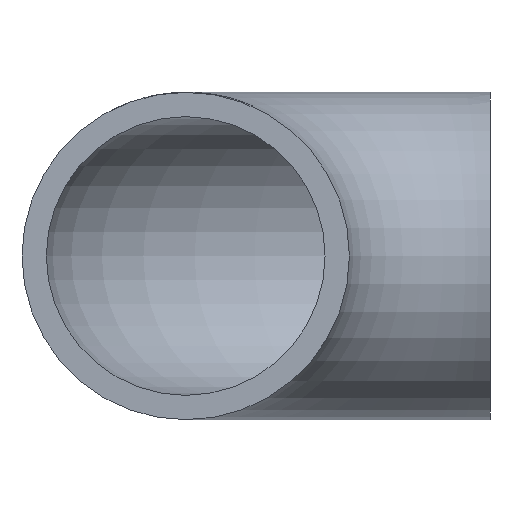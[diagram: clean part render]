
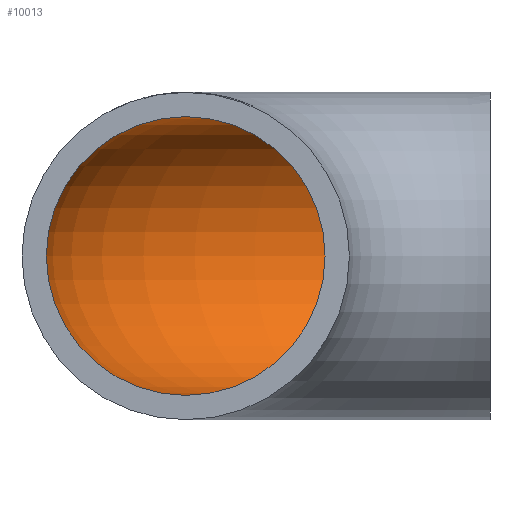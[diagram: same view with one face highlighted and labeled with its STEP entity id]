
A CAD part, front view. The second image highlights one B-rep face of the part: STEP entity #10013.
In plain terms, the highlighted toroidal (fillet/blend) face has major radius 25 mm and minor radius 11.45 mm.
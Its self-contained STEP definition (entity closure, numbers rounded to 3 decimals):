
#1397 = FACE_OUTER_BOUND ( 'NONE', #12619, .T. ) ;
#1476 = DIRECTION ( 'NONE',  ( 0., 0., -1. ) ) ;
#2190 = CARTESIAN_POINT ( 'NONE',  ( 0., 25., 0. ) ) ;
#3038 = CIRCLE ( 'NONE', #8558, 11.45 ) ;
#4255 = AXIS2_PLACEMENT_3D ( 'NONE', #10395, #1476, #11618 ) ;
#4280 = DIRECTION ( 'NONE',  ( 0., 1., 0. ) ) ;
#4610 = DIRECTION ( 'NONE',  ( 1., 0., 0. ) ) ;
#4647 = DIRECTION ( 'NONE',  ( 0., 1., 0. ) ) ;
#5787 = FACE_OUTER_BOUND ( 'NONE', #12726, .T. ) ;
#6701 = EDGE_CURVE ( 'NONE', #8697, #8697, #8780, .T. ) ;
#7001 = EDGE_CURVE ( 'NONE', #11999, #11999, #3038, .T. ) ;
#7269 = TOROIDAL_SURFACE ( 'NONE', #4255, 25., 11.45 ) ;
#7778 = CARTESIAN_POINT ( 'NONE',  ( -25., 0., 11.45 ) ) ;
#8558 = AXIS2_PLACEMENT_3D ( 'NONE', #10104, #4647, #11190 ) ;
#8697 = VERTEX_POINT ( 'NONE', #11862 ) ;
#8780 = CIRCLE ( 'NONE', #11984, 11.45 ) ;
#9063 = ORIENTED_EDGE ( 'NONE', *, *, #6701, .T. ) ;
#10013 = ADVANCED_FACE ( 'NONE', ( #1397, #5787 ), #7269, .F. ) ;
#10104 = CARTESIAN_POINT ( 'NONE',  ( -25., 0., 0. ) ) ;
#10395 = CARTESIAN_POINT ( 'NONE',  ( 0., 0., 0. ) ) ;
#11190 = DIRECTION ( 'NONE',  ( 0., 0., 1. ) ) ;
#11278 = ORIENTED_EDGE ( 'NONE', *, *, #7001, .F. ) ;
#11618 = DIRECTION ( 'NONE',  ( -1., 0., 0. ) ) ;
#11862 = CARTESIAN_POINT ( 'NONE',  ( 0., 36.45, 0. ) ) ;
#11984 = AXIS2_PLACEMENT_3D ( 'NONE', #2190, #4610, #4280 ) ;
#11999 = VERTEX_POINT ( 'NONE', #7778 ) ;
#12619 = EDGE_LOOP ( 'NONE', ( #9063 ) ) ;
#12726 = EDGE_LOOP ( 'NONE', ( #11278 ) ) ;
